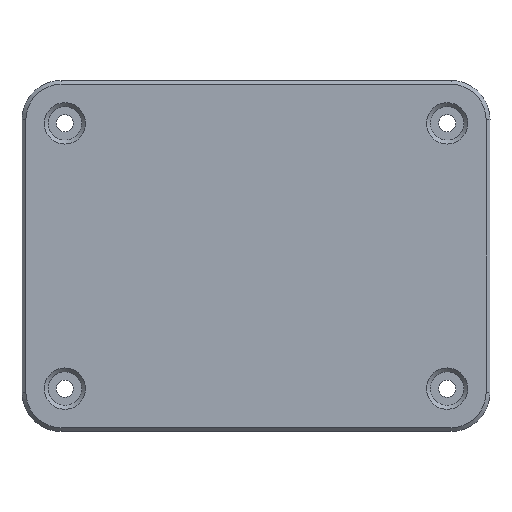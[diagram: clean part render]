
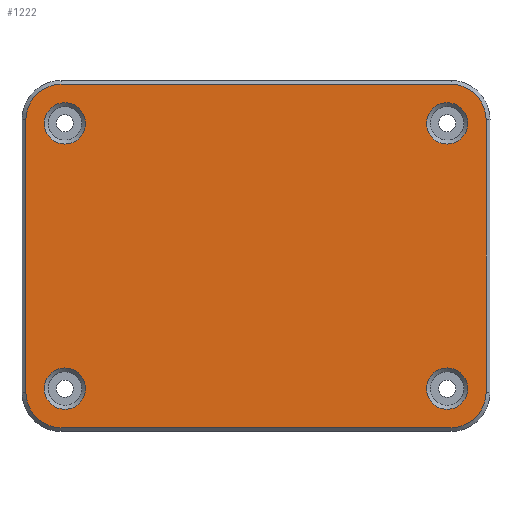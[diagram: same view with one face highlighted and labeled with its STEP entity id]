
A CAD part, front view. The second image highlights one B-rep face of the part: STEP entity #1222.
In plain terms, the highlighted planar face has unit normal (0, -1, 0).
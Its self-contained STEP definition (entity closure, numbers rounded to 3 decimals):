
#33=FACE_BOUND('',#191,.T.);
#34=FACE_BOUND('',#192,.T.);
#35=FACE_BOUND('',#193,.T.);
#36=FACE_BOUND('',#194,.T.);
#62=PLANE('',#1336);
#110=FACE_OUTER_BOUND('',#190,.T.);
#190=EDGE_LOOP('',(#957,#958,#959,#960,#961,#962,#963,#964));
#191=EDGE_LOOP('',(#965));
#192=EDGE_LOOP('',(#966));
#193=EDGE_LOOP('',(#967));
#194=EDGE_LOOP('',(#968));
#293=LINE('',#1925,#407);
#297=LINE('',#1937,#411);
#301=LINE('',#1949,#415);
#304=LINE('',#1958,#418);
#407=VECTOR('',#1527,10.);
#411=VECTOR('',#1539,10.);
#415=VECTOR('',#1551,10.);
#418=VECTOR('',#1562,10.);
#498=CIRCLE('',#1316,4.5);
#500=CIRCLE('',#1320,4.5);
#502=CIRCLE('',#1324,4.5);
#504=CIRCLE('',#1328,4.5);
#507=CIRCLE('',#1337,2.65);
#508=CIRCLE('',#1338,2.65);
#509=CIRCLE('',#1339,2.65);
#510=CIRCLE('',#1340,2.65);
#583=VERTEX_POINT('',#1912);
#586=VERTEX_POINT('',#1917);
#587=VERTEX_POINT('',#1921);
#589=VERTEX_POINT('',#1927);
#591=VERTEX_POINT('',#1933);
#593=VERTEX_POINT('',#1939);
#595=VERTEX_POINT('',#1945);
#597=VERTEX_POINT('',#1951);
#608=VERTEX_POINT('',#1989);
#609=VERTEX_POINT('',#1991);
#610=VERTEX_POINT('',#1993);
#611=VERTEX_POINT('',#1995);
#706=EDGE_CURVE('',#586,#583,#498,.T.);
#709=EDGE_CURVE('',#583,#587,#293,.T.);
#712=EDGE_CURVE('',#587,#589,#500,.T.);
#715=EDGE_CURVE('',#589,#591,#297,.T.);
#718=EDGE_CURVE('',#591,#593,#502,.T.);
#721=EDGE_CURVE('',#593,#595,#301,.T.);
#724=EDGE_CURVE('',#595,#597,#504,.T.);
#726=EDGE_CURVE('',#597,#586,#304,.T.);
#743=EDGE_CURVE('',#608,#608,#507,.T.);
#744=EDGE_CURVE('',#609,#609,#508,.T.);
#745=EDGE_CURVE('',#610,#610,#509,.T.);
#746=EDGE_CURVE('',#611,#611,#510,.T.);
#957=ORIENTED_EDGE('',*,*,#706,.F.);
#958=ORIENTED_EDGE('',*,*,#726,.F.);
#959=ORIENTED_EDGE('',*,*,#724,.F.);
#960=ORIENTED_EDGE('',*,*,#721,.F.);
#961=ORIENTED_EDGE('',*,*,#718,.F.);
#962=ORIENTED_EDGE('',*,*,#715,.F.);
#963=ORIENTED_EDGE('',*,*,#712,.F.);
#964=ORIENTED_EDGE('',*,*,#709,.F.);
#965=ORIENTED_EDGE('',*,*,#743,.F.);
#966=ORIENTED_EDGE('',*,*,#744,.F.);
#967=ORIENTED_EDGE('',*,*,#745,.F.);
#968=ORIENTED_EDGE('',*,*,#746,.F.);
#1222=ADVANCED_FACE('',(#110,#33,#34,#35,#36),#62,.F.);
#1316=AXIS2_PLACEMENT_3D('',#1919,#1521,#1522);
#1320=AXIS2_PLACEMENT_3D('',#1931,#1533,#1534);
#1324=AXIS2_PLACEMENT_3D('',#1943,#1545,#1546);
#1328=AXIS2_PLACEMENT_3D('',#1955,#1557,#1558);
#1336=AXIS2_PLACEMENT_3D('',#1988,#1589,#1590);
#1337=AXIS2_PLACEMENT_3D('',#1990,#1591,#1592);
#1338=AXIS2_PLACEMENT_3D('',#1992,#1593,#1594);
#1339=AXIS2_PLACEMENT_3D('',#1994,#1595,#1596);
#1340=AXIS2_PLACEMENT_3D('',#1996,#1597,#1598);
#1521=DIRECTION('center_axis',(0.,1.,0.));
#1522=DIRECTION('ref_axis',(0.,0.,-1.));
#1527=DIRECTION('',(0.,0.,1.));
#1533=DIRECTION('center_axis',(0.,1.,0.));
#1534=DIRECTION('ref_axis',(-1.,0.,0.));
#1539=DIRECTION('',(1.,0.,0.));
#1545=DIRECTION('center_axis',(0.,1.,0.));
#1546=DIRECTION('ref_axis',(0.,0.,1.));
#1551=DIRECTION('',(0.,0.,-1.));
#1557=DIRECTION('center_axis',(0.,1.,0.));
#1558=DIRECTION('ref_axis',(1.,0.,0.));
#1562=DIRECTION('',(-1.,0.,0.));
#1589=DIRECTION('center_axis',(0.,1.,0.));
#1590=DIRECTION('ref_axis',(1.,0.,0.));
#1591=DIRECTION('center_axis',(0.,-1.,0.));
#1592=DIRECTION('ref_axis',(1.,0.,0.));
#1593=DIRECTION('center_axis',(0.,-1.,0.));
#1594=DIRECTION('ref_axis',(1.,0.,0.));
#1595=DIRECTION('center_axis',(0.,-1.,0.));
#1596=DIRECTION('ref_axis',(1.,0.,0.));
#1597=DIRECTION('center_axis',(0.,-1.,0.));
#1598=DIRECTION('ref_axis',(1.,0.,0.));
#1912=CARTESIAN_POINT('',(-29.5,0.,-17.5));
#1917=CARTESIAN_POINT('',(-25.,0.,-22.));
#1919=CARTESIAN_POINT('Origin',(-25.,0.,-17.5));
#1921=CARTESIAN_POINT('',(-29.5,0.,17.5));
#1925=CARTESIAN_POINT('',(-29.5,0.,-8.75));
#1927=CARTESIAN_POINT('',(-25.,0.,22.));
#1931=CARTESIAN_POINT('Origin',(-25.,0.,17.5));
#1933=CARTESIAN_POINT('',(25.,0.,22.));
#1937=CARTESIAN_POINT('',(-12.5,0.,22.));
#1939=CARTESIAN_POINT('',(29.5,0.,17.5));
#1943=CARTESIAN_POINT('Origin',(25.,0.,17.5));
#1945=CARTESIAN_POINT('',(29.5,0.,-17.5));
#1949=CARTESIAN_POINT('',(29.5,0.,8.75));
#1951=CARTESIAN_POINT('',(25.,0.,-22.));
#1955=CARTESIAN_POINT('Origin',(25.,0.,-17.5));
#1958=CARTESIAN_POINT('',(12.5,0.,-22.));
#1988=CARTESIAN_POINT('Origin',(0.,0.,0.));
#1989=CARTESIAN_POINT('',(21.85,0.,-17.));
#1990=CARTESIAN_POINT('Origin',(24.5,0.,-17.));
#1991=CARTESIAN_POINT('',(21.85,0.,17.));
#1992=CARTESIAN_POINT('Origin',(24.5,0.,17.));
#1993=CARTESIAN_POINT('',(-27.15,0.,17.));
#1994=CARTESIAN_POINT('Origin',(-24.5,0.,17.));
#1995=CARTESIAN_POINT('',(-27.15,0.,-17.));
#1996=CARTESIAN_POINT('Origin',(-24.5,0.,-17.));
